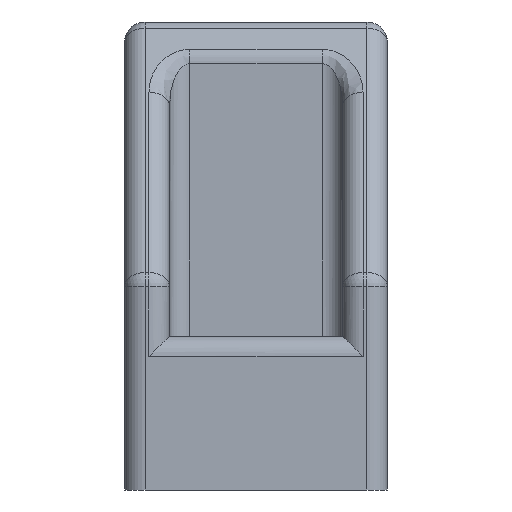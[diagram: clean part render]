
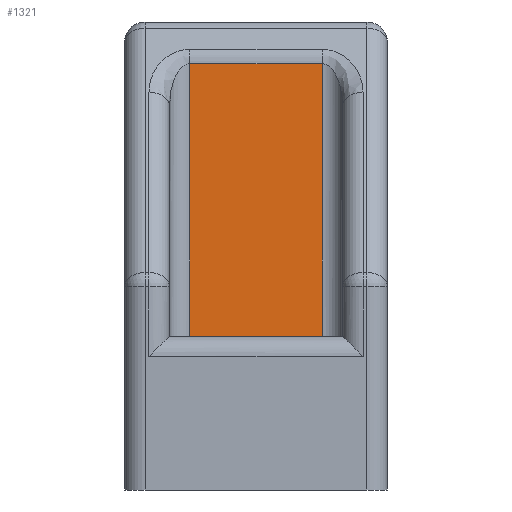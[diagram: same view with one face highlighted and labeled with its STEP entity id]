
A CAD part, left-side view. The second image highlights one B-rep face of the part: STEP entity #1321.
In plain terms, the highlighted planar face has unit normal (-1, 0, 0).
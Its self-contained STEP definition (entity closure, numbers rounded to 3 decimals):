
#96=LINE('',#2369,#194);
#99=LINE('',#2373,#197);
#108=LINE('',#2390,#206);
#135=LINE('',#2449,#233);
#194=VECTOR('',#1838,10.);
#197=VECTOR('',#1843,10.);
#206=VECTOR('',#1864,10.);
#233=VECTOR('',#1933,10.);
#363=FACE_OUTER_BOUND('',#451,.T.);
#451=EDGE_LOOP('',(#1121,#1122,#1123,#1124));
#623=VERTEX_POINT('',#2264);
#633=VERTEX_POINT('',#2320);
#644=VERTEX_POINT('',#2366);
#647=VERTEX_POINT('',#2387);
#793=EDGE_CURVE('',#644,#633,#96,.T.);
#796=EDGE_CURVE('',#633,#623,#99,.T.);
#806=EDGE_CURVE('',#623,#647,#108,.T.);
#839=EDGE_CURVE('',#644,#647,#135,.T.);
#1121=ORIENTED_EDGE('',*,*,#806,.F.);
#1122=ORIENTED_EDGE('',*,*,#796,.F.);
#1123=ORIENTED_EDGE('',*,*,#793,.F.);
#1124=ORIENTED_EDGE('',*,*,#839,.T.);
#1235=PLANE('',#1509);
#1321=ADVANCED_FACE('',(#363),#1235,.T.);
#1509=AXIS2_PLACEMENT_3D('',#2448,#1931,#1932);
#1838=DIRECTION('',(0.,0.,1.));
#1843=DIRECTION('',(0.,-1.,0.));
#1864=DIRECTION('',(0.,0.,-1.));
#1931=DIRECTION('center_axis',(-1.,0.,0.));
#1932=DIRECTION('ref_axis',(0.,-1.,0.));
#1933=DIRECTION('',(0.,-1.,0.));
#2264=CARTESIAN_POINT('',(-37.4,-5.15,33.252));
#2320=CARTESIAN_POINT('',(-37.4,5.15,33.252));
#2366=CARTESIAN_POINT('',(-37.4,5.15,12.));
#2369=CARTESIAN_POINT('',(-37.4,5.15,0.));
#2373=CARTESIAN_POINT('',(-37.4,1.687,33.252));
#2387=CARTESIAN_POINT('',(-37.4,-5.15,12.));
#2390=CARTESIAN_POINT('',(-37.4,-5.15,0.));
#2448=CARTESIAN_POINT('Origin',(-37.4,6.75,0.));
#2449=CARTESIAN_POINT('',(-37.4,3.375,12.));
